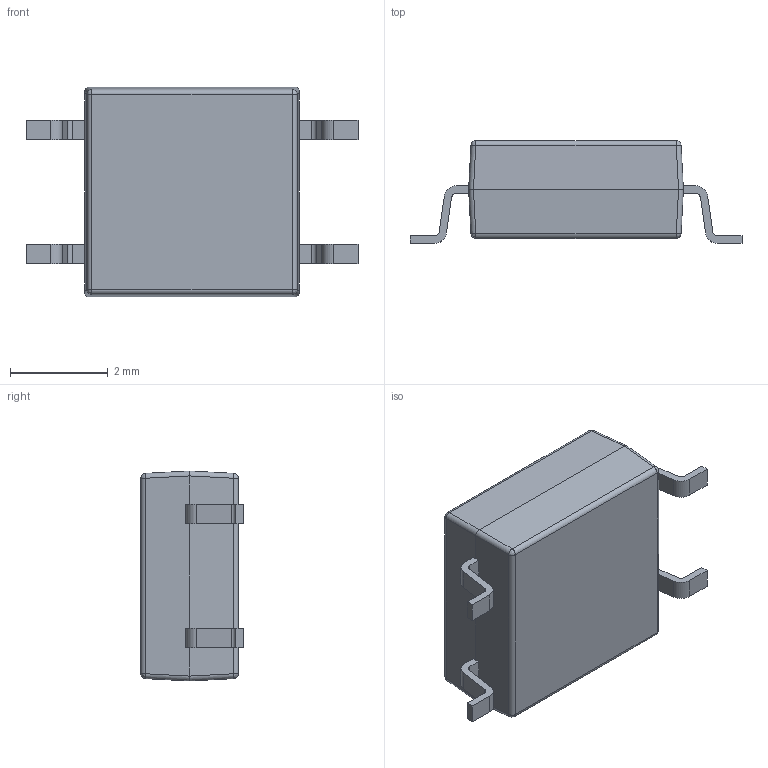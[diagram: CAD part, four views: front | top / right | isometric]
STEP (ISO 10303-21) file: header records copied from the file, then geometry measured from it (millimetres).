
FILE_DESCRIPTION (( 'STEP AP214' ), '1' );
FILE_NAME ('User Library-AQY280S.STEP', '2019-06-10T09:43:46', ( '' ), ( '' ), 'SwSTEP 2.0', 'SolidWorks 2019', '' );
FILE_SCHEMA (( 'AUTOMOTIVE_DESIGN' ));
Length unit declared in the file: millimetre
Products named in the file (1): User Library-AQY280S
Bounding box: 6.8 x 2.1 x 4.3 mm (x, y, z)
Volume: 37.3 mm3; surface area: 77.7 mm2
Topology: 1 solids, 1 shells, 89 faces, 226 edges, 140 vertices
Faces by surface type: plane 47, cylinder 32, bspline 10
Entity records: 3439 total; most frequent: CARTESIAN_POINT 668, ORIENTED_EDGE 452, DIRECTION 440, EDGE_CURVE 226, LINE 160, VECTOR 160, VERTEX_POINT 140, AXIS2_PLACEMENT_3D 140
